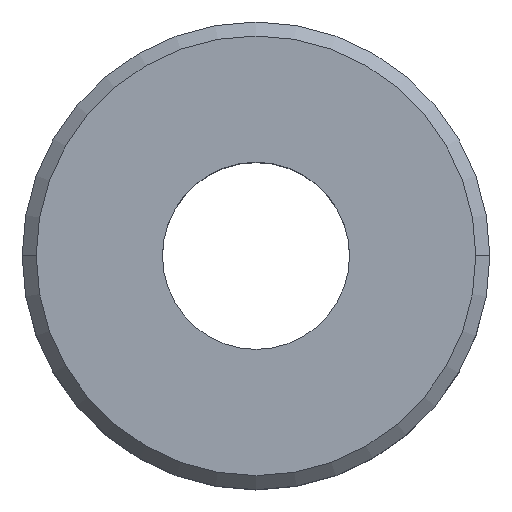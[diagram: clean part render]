
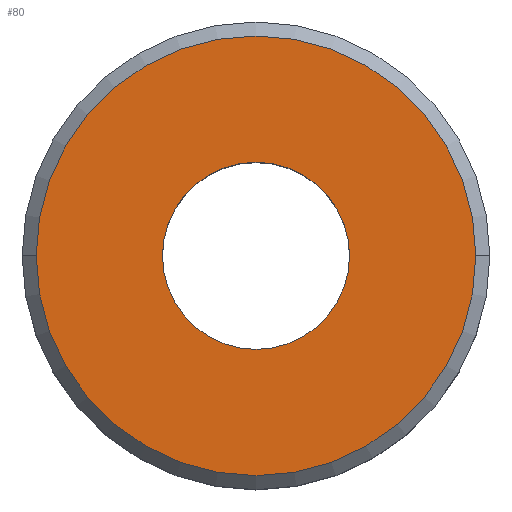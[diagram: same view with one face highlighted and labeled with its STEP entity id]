
A CAD part, top view. The second image highlights one B-rep face of the part: STEP entity #80.
In plain terms, the highlighted planar face has unit normal (0, 0, 1).
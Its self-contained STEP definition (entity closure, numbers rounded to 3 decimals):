
#6 = AXIS2_PLACEMENT_3D ( 'NONE', #204, #36, #121 ) ;
#30 = VERTEX_POINT ( 'NONE', #312 ) ;
#34 = ORIENTED_EDGE ( 'NONE', *, *, #286, .F. ) ;
#36 = DIRECTION ( 'NONE',  ( 0., 0., 1. ) ) ;
#41 = AXIS2_PLACEMENT_3D ( 'NONE', #195, #113, #198 ) ;
#49 = DIRECTION ( 'NONE',  ( 0., 0., 1. ) ) ;
#50 = DIRECTION ( 'NONE',  ( 0., 0., 1. ) ) ;
#54 = DIRECTION ( 'NONE',  ( 1., 0., 0. ) ) ;
#65 = CARTESIAN_POINT ( 'NONE',  ( 0., 10., 11.25 ) ) ;
#80 = ADVANCED_FACE ( 'NONE', ( #242, #168 ), #152, .F. ) ;
#81 = CARTESIAN_POINT ( 'NONE',  ( 10., 0., 11.25 ) ) ;
#100 = DIRECTION ( 'NONE',  ( 1., 0., 0. ) ) ;
#107 = CARTESIAN_POINT ( 'NONE',  ( 0., 0., 11.25 ) ) ;
#112 = EDGE_LOOP ( 'NONE', ( #174, #34 ) ) ;
#113 = DIRECTION ( 'NONE',  ( 0., 0., 1. ) ) ;
#114 = EDGE_CURVE ( 'NONE', #194, #209, #216, .T. ) ;
#121 = DIRECTION ( 'NONE',  ( 1., 0., 0. ) ) ;
#129 = CIRCLE ( 'NONE', #6, 23.5 ) ;
#146 = EDGE_LOOP ( 'NONE', ( #335, #215 ) ) ;
#151 = CARTESIAN_POINT ( 'NONE',  ( -23.5, 0., 11.25 ) ) ;
#152 = PLANE ( 'NONE',  #301 ) ;
#168 = FACE_OUTER_BOUND ( 'NONE', #146, .T. ) ;
#174 = ORIENTED_EDGE ( 'NONE', *, *, #114, .F. ) ;
#182 = CIRCLE ( 'NONE', #41, 10. ) ;
#194 = VERTEX_POINT ( 'NONE', #81 ) ;
#195 = CARTESIAN_POINT ( 'NONE',  ( 0., 0., 11.25 ) ) ;
#198 = DIRECTION ( 'NONE',  ( 1., 0., 0. ) ) ;
#200 = EDGE_CURVE ( 'NONE', #30, #337, #202, .T. ) ;
#202 = CIRCLE ( 'NONE', #256, 23.5 ) ;
#204 = CARTESIAN_POINT ( 'NONE',  ( 0., 0., 11.25 ) ) ;
#209 = VERTEX_POINT ( 'NONE', #297 ) ;
#215 = ORIENTED_EDGE ( 'NONE', *, *, #200, .T. ) ;
#216 = CIRCLE ( 'NONE', #269, 10. ) ;
#239 = DIRECTION ( 'NONE',  ( -1., 0., 0. ) ) ;
#242 = FACE_BOUND ( 'NONE', #112, .T. ) ;
#256 = AXIS2_PLACEMENT_3D ( 'NONE', #107, #50, #54 ) ;
#258 = CARTESIAN_POINT ( 'NONE',  ( 0., 0., 11.25 ) ) ;
#269 = AXIS2_PLACEMENT_3D ( 'NONE', #258, #49, #100 ) ;
#286 = EDGE_CURVE ( 'NONE', #209, #194, #182, .T. ) ;
#296 = DIRECTION ( 'NONE',  ( 0., 0., -1. ) ) ;
#297 = CARTESIAN_POINT ( 'NONE',  ( -10., 0., 11.25 ) ) ;
#301 = AXIS2_PLACEMENT_3D ( 'NONE', #65, #296, #239 ) ;
#312 = CARTESIAN_POINT ( 'NONE',  ( 23.5, 0., 11.25 ) ) ;
#335 = ORIENTED_EDGE ( 'NONE', *, *, #340, .T. ) ;
#337 = VERTEX_POINT ( 'NONE', #151 ) ;
#340 = EDGE_CURVE ( 'NONE', #337, #30, #129, .T. ) ;
